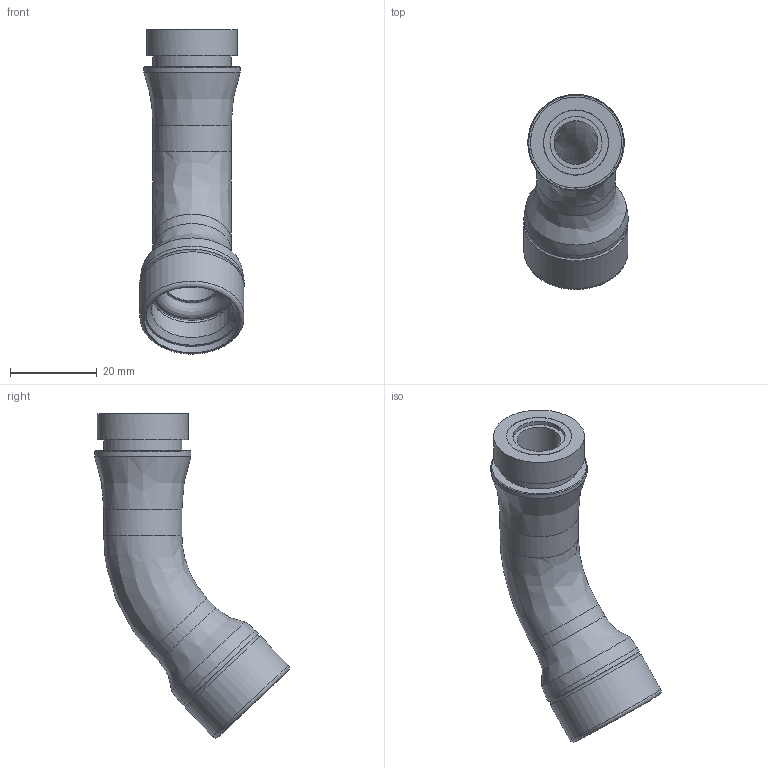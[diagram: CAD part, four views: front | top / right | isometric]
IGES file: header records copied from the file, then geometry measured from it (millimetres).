
Global section: file name: V283-handset; native system: Autodesk Inventor 2018; preprocessor: unknown; author: G.W.; date: 20171206.120351; units: millimetre
Bounding box: 24 x 44.87 x 74.67 mm (x, y, z)
Volume: 13179.4 mm3; surface area: 11302.2 mm2
Topology: 3 solids, 3 shells, 45 faces, 110 edges, 79 vertices
Faces by surface type: bspline 45
